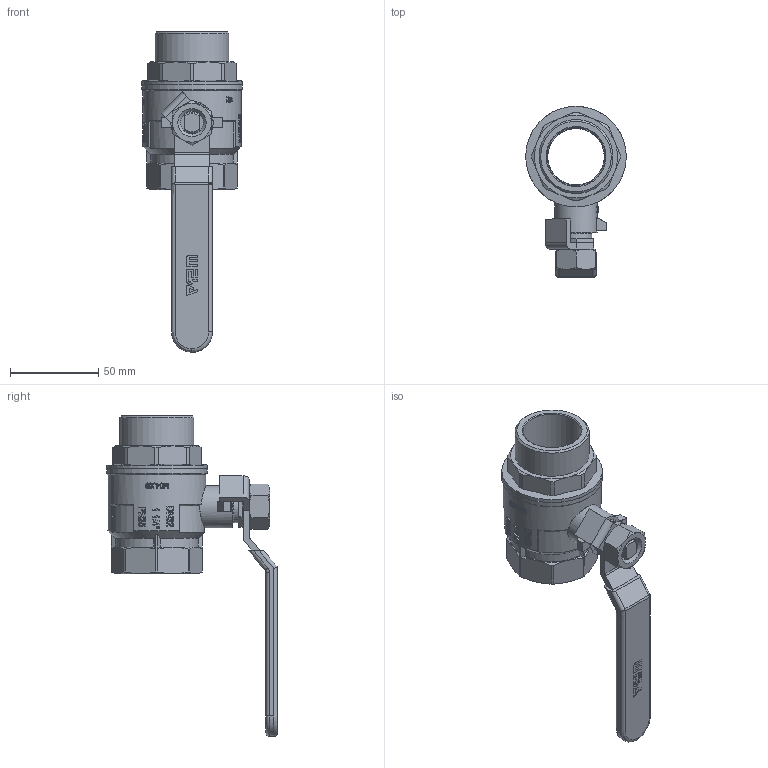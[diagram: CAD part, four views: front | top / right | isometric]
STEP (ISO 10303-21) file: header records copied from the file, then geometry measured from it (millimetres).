
FILE_DESCRIPTION(/* description */ ('Unknown'),/* implementation_level */ '2;1');
FILE_NAME(/* name */ '610-07',/* time_stamp */ '2022-03-16T11:54:36+01:00',/* author */ ('Unknown'),/* organization */ ('Unknown'),/* preprocessor_version */ 'ST-DEVELOPER v16.7',/* originating_system */ 'Solid Edge',/* authorisation */ 'Unknown');
FILE_SCHEMA (('AUTOMOTIVE_DESIGN {1 0 10303 214 3 1 1}'));
Products named in the file (11): 2.142.032; Stahlgriff 1 1_4 - 1 1_2; Stahl-Griff-Ummantelung-1_1_4-1_1_2; Stahl-Griff-1_1_4-1_1_2; 610-07; 600-07_Spindel; 600-07_Stopfbuchse; 610-07_Einschraubteil; 600-07_Körper; Mutter M12
Assembly tree (10 placements, depth 4):
  2.142.032
    Stahlgriff 1 1_4 - 1 1_2
      Stahl-Griff-Ummantelung-1_1_4-1_1_2
      Stahl-Griff-1_1_4-1_1_2
    610-07
      600-07_Spindel
        600-07_Spindel
        600-07_Stopfbuchse
      610-07_Einschraubteil
      600-07_Körper
    Mutter M12
Bounding box: 57 x 96.8 x 181.5 mm (x, y, z)
Volume: 89850.5 mm3; surface area: 61475.6 mm2
Topology: 7 solids, 7 shells, 1382 faces, 3815 edges, 2510 vertices
Faces by surface type: plane 1143, cylinder 140, cone 74, bspline 13, sphere 10, torus 2
Full cylindrical faces by diameter (mm): 10 x1, 13 x1, 14 x2, 14.1 x1, 14.5 x1, 15 x1, 16 x1, 18 x1, 18.38 x1, 20 x1, 22 x1, 24 x1, 32 x2, 33 x1, 38.952 x1, 38.954 x2, 41.91 x1, 42 x2, 50.499 x1, 50.5 x1, 52 x1, 52.002 x1, 54 x1, 55.5 x1, 57 x2
Entity records: 59674 total; most frequent: CARTESIAN_POINT 14298, DIRECTION 8418, ORIENTED_EDGE 7498, EDGE_CURVE 3749, AXIS2_PLACEMENT_3D 3440, VERTEX_POINT 2499, ELLIPSE 1606, LINE 1538
